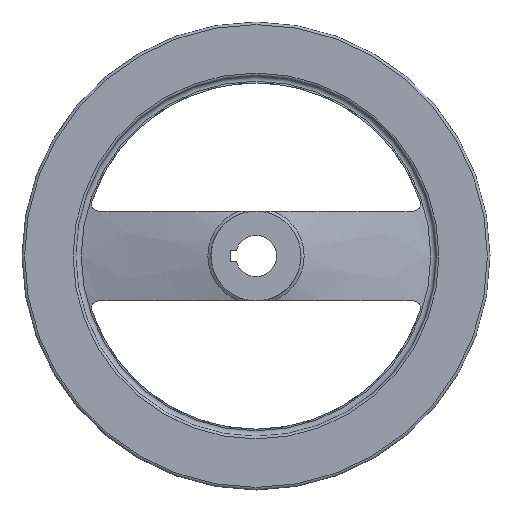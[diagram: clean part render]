
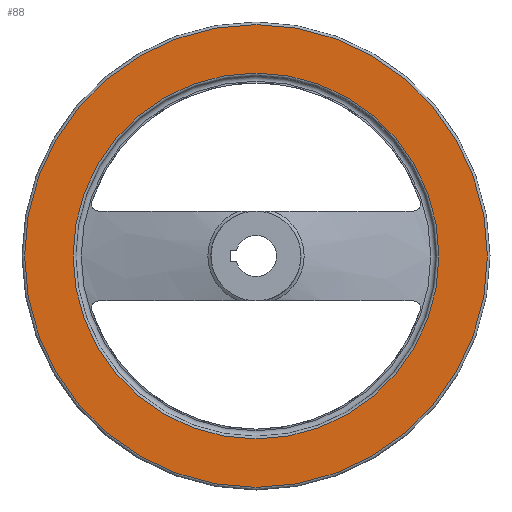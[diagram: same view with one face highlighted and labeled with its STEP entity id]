
A CAD part, left-side view. The second image highlights one B-rep face of the part: STEP entity #88.
In plain terms, the highlighted planar face has unit normal (-1, 0, 0).
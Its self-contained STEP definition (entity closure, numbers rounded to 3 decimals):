
#88 = ADVANCED_FACE( '', ( #200, #201 ), #202, .F. );
#200 = FACE_OUTER_BOUND( '', #370, .T. );
#201 = FACE_BOUND( '', #371, .T. );
#202 = PLANE( '', #372 );
#370 = EDGE_LOOP( '', ( #558 ) );
#371 = EDGE_LOOP( '', ( #559 ) );
#372 = AXIS2_PLACEMENT_3D( '', #560, #561, #562 );
#558 = ORIENTED_EDGE( '', *, *, #800, .F. );
#559 = ORIENTED_EDGE( '', *, *, #738, .T. );
#560 = CARTESIAN_POINT( '', ( 26.6, 97.713, 0. ) );
#561 = DIRECTION( '', ( 1., 0., 0. ) );
#562 = DIRECTION( '', ( 0., 0., -1. ) );
#738 = EDGE_CURVE( '', #849, #849, #850, .T. );
#800 = EDGE_CURVE( '', #951, #951, #952, .T. );
#849 = VERTEX_POINT( '', #1011 );
#850 = CIRCLE( '', #1012, 97.713 );
#951 = VERTEX_POINT( '', #1336 );
#952 = CIRCLE( '', #1337, 123.6 );
#1011 = CARTESIAN_POINT( '', ( 26.6, 0., -97.713 ) );
#1012 = AXIS2_PLACEMENT_3D( '', #1531, #1532, #1533 );
#1336 = CARTESIAN_POINT( '', ( 26.6, 0., -123.6 ) );
#1337 = AXIS2_PLACEMENT_3D( '', #1608, #1609, #1610 );
#1531 = CARTESIAN_POINT( '', ( 26.6, 0., 0. ) );
#1532 = DIRECTION( '', ( 1., 0., 0. ) );
#1533 = DIRECTION( '', ( 0., 0., -1. ) );
#1608 = CARTESIAN_POINT( '', ( 26.6, 0., 0. ) );
#1609 = DIRECTION( '', ( 1., 0., 0. ) );
#1610 = DIRECTION( '', ( 0., 0., -1. ) );
